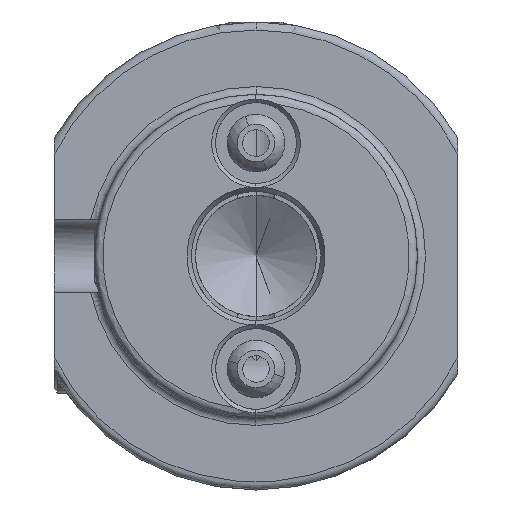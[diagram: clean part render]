
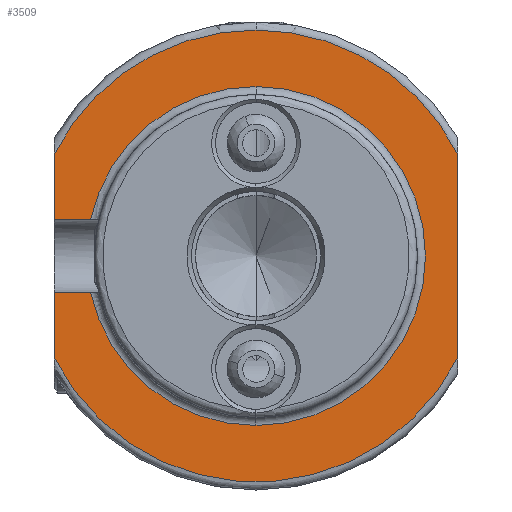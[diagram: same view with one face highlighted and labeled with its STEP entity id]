
A CAD part, left-side view. The second image highlights one B-rep face of the part: STEP entity #3509.
In plain terms, the highlighted planar face has unit normal (-1, 0, 0).
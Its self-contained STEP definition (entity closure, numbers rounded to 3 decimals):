
#51 = CARTESIAN_POINT ( 'NONE',  ( -9.248, 18.399, 0.312 ) ) ;
#102 = EDGE_CURVE ( 'NONE', #2348, #4305, #5670, .T. ) ;
#193 = CARTESIAN_POINT ( 'NONE',  ( -9.248, -31.601, 12.921 ) ) ;
#255 = LINE ( 'NONE', #3940, #7188 ) ;
#311 = VERTEX_POINT ( 'NONE', #1026 ) ;
#598 = CARTESIAN_POINT ( 'NONE',  ( -9.248, -6.601, 0.312 ) ) ;
#729 = AXIS2_PLACEMENT_3D ( 'NONE', #5933, #1293, #4664 ) ;
#763 = AXIS2_PLACEMENT_3D ( 'NONE', #5440, #3505, #800 ) ;
#800 = DIRECTION ( 'NONE',  ( 0., 0., 1. ) ) ;
#1012 = ORIENTED_EDGE ( 'NONE', *, *, #2693, .T. ) ;
#1026 = CARTESIAN_POINT ( 'NONE',  ( -9.248, 13.911, -4.188 ) ) ;
#1083 = DIRECTION ( 'NONE',  ( 0., 0., -1. ) ) ;
#1223 = ORIENTED_EDGE ( 'NONE', *, *, #7371, .T. ) ;
#1235 = LINE ( 'NONE', #5727, #8172 ) ;
#1293 = DIRECTION ( 'NONE',  ( -1., 0., 0. ) ) ;
#1461 = AXIS2_PLACEMENT_3D ( 'NONE', #4911, #4849, #2202 ) ;
#1466 = DIRECTION ( 'NONE',  ( 0., -1., 0. ) ) ;
#1582 = CARTESIAN_POINT ( 'NONE',  ( -9.248, -6.601, 0.312 ) ) ;
#1637 = CARTESIAN_POINT ( 'NONE',  ( -9.248, -6.601, -20.688 ) ) ;
#1640 = EDGE_CURVE ( 'NONE', #7737, #8273, #255, .T. ) ;
#1648 = DIRECTION ( 'NONE',  ( 0., 0., 1. ) ) ;
#2019 = CIRCLE ( 'NONE', #3042, 28. ) ;
#2043 = ORIENTED_EDGE ( 'NONE', *, *, #4602, .F. ) ;
#2140 = AXIS2_PLACEMENT_3D ( 'NONE', #6695, #4683, #8131 ) ;
#2202 = DIRECTION ( 'NONE',  ( 0., 0., 1. ) ) ;
#2304 = ORIENTED_EDGE ( 'NONE', *, *, #8571, .F. ) ;
#2348 = VERTEX_POINT ( 'NONE', #193 ) ;
#2379 = CIRCLE ( 'NONE', #2140, 21. ) ;
#2563 = CARTESIAN_POINT ( 'NONE',  ( -9.248, -6.601, 0.312 ) ) ;
#2622 = DIRECTION ( 'NONE',  ( 1., 0., 0. ) ) ;
#2629 = DIRECTION ( 'NONE',  ( 0., 0., 1. ) ) ;
#2693 = EDGE_CURVE ( 'NONE', #7737, #6395, #4121, .T. ) ;
#2786 = LINE ( 'NONE', #5221, #4237 ) ;
#2893 = EDGE_CURVE ( 'NONE', #8273, #5996, #3908, .T. ) ;
#3042 = AXIS2_PLACEMENT_3D ( 'NONE', #1582, #7032, #1648 ) ;
#3119 = VERTEX_POINT ( 'NONE', #7137 ) ;
#3188 = CARTESIAN_POINT ( 'NONE',  ( -9.248, -6.601, 21.312 ) ) ;
#3302 = ORIENTED_EDGE ( 'NONE', *, *, #2893, .F. ) ;
#3344 = CARTESIAN_POINT ( 'NONE',  ( -9.248, 18.399, -4.188 ) ) ;
#3470 = ORIENTED_EDGE ( 'NONE', *, *, #6545, .T. ) ;
#3505 = DIRECTION ( 'NONE',  ( -1., 0., 0. ) ) ;
#3509 = ADVANCED_FACE ( 'NONE', ( #6956 ), #6091, .T. ) ;
#3538 = EDGE_CURVE ( 'NONE', #3119, #6922, #2019, .T. ) ;
#3557 = AXIS2_PLACEMENT_3D ( 'NONE', #2563, #2622, #8627 ) ;
#3759 = EDGE_LOOP ( 'NONE', ( #2304, #4383, #5150, #4814, #3470, #3302, #7517, #1012, #1223, #8713, #2043 ) ) ;
#3908 = LINE ( 'NONE', #51, #8317 ) ;
#3940 = CARTESIAN_POINT ( 'NONE',  ( -9.248, -31.602, 4.812 ) ) ;
#4016 = CARTESIAN_POINT ( 'NONE',  ( -9.248, -6.601, 28.312 ) ) ;
#4121 = CIRCLE ( 'NONE', #3557, 21. ) ;
#4237 = VECTOR ( 'NONE', #6540, 1000. ) ;
#4305 = VERTEX_POINT ( 'NONE', #4016 ) ;
#4383 = ORIENTED_EDGE ( 'NONE', *, *, #3538, .T. ) ;
#4494 = DIRECTION ( 'NONE',  ( 0., 1., 0. ) ) ;
#4602 = EDGE_CURVE ( 'NONE', #5368, #311, #8585, .T. ) ;
#4664 = DIRECTION ( 'NONE',  ( 0., 0., 1. ) ) ;
#4683 = DIRECTION ( 'NONE',  ( 1., 0., 0. ) ) ;
#4730 = VERTEX_POINT ( 'NONE', #1637 ) ;
#4814 = ORIENTED_EDGE ( 'NONE', *, *, #102, .T. ) ;
#4849 = DIRECTION ( 'NONE',  ( 1., 0., 0. ) ) ;
#4911 = CARTESIAN_POINT ( 'NONE',  ( -9.248, -6.601, 0.312 ) ) ;
#5053 = CIRCLE ( 'NONE', #1461, 21. ) ;
#5150 = ORIENTED_EDGE ( 'NONE', *, *, #8095, .F. ) ;
#5204 = CARTESIAN_POINT ( 'NONE',  ( -9.248, 18.399, 4.812 ) ) ;
#5221 = CARTESIAN_POINT ( 'NONE',  ( -9.248, 18.399, 0.312 ) ) ;
#5348 = CARTESIAN_POINT ( 'NONE',  ( -9.248, 13.911, 4.812 ) ) ;
#5368 = VERTEX_POINT ( 'NONE', #3344 ) ;
#5440 = CARTESIAN_POINT ( 'NONE',  ( -9.248, -6.601, 0.312 ) ) ;
#5663 = CARTESIAN_POINT ( 'NONE',  ( -9.248, -31.601, -12.298 ) ) ;
#5670 = CIRCLE ( 'NONE', #6583, 28. ) ;
#5727 = CARTESIAN_POINT ( 'NONE',  ( -9.248, -31.601, 0.312 ) ) ;
#5811 = EDGE_CURVE ( 'NONE', #4730, #311, #2379, .T. ) ;
#5933 = CARTESIAN_POINT ( 'NONE',  ( -9.248, -6.601, 0.312 ) ) ;
#5996 = VERTEX_POINT ( 'NONE', #6903 ) ;
#6091 = PLANE ( 'NONE',  #763 ) ;
#6395 = VERTEX_POINT ( 'NONE', #3188 ) ;
#6445 = CIRCLE ( 'NONE', #729, 28. ) ;
#6540 = DIRECTION ( 'NONE',  ( 0., 0., 1. ) ) ;
#6545 = EDGE_CURVE ( 'NONE', #4305, #5996, #6445, .T. ) ;
#6583 = AXIS2_PLACEMENT_3D ( 'NONE', #598, #6667, #2629 ) ;
#6667 = DIRECTION ( 'NONE',  ( -1., 0., 0. ) ) ;
#6695 = CARTESIAN_POINT ( 'NONE',  ( -9.248, -6.601, 0.312 ) ) ;
#6903 = CARTESIAN_POINT ( 'NONE',  ( -9.248, 18.399, 12.921 ) ) ;
#6922 = VERTEX_POINT ( 'NONE', #5663 ) ;
#6956 = FACE_OUTER_BOUND ( 'NONE', #3759, .T. ) ;
#7032 = DIRECTION ( 'NONE',  ( -1., 0., 0. ) ) ;
#7137 = CARTESIAN_POINT ( 'NONE',  ( -9.248, 18.399, -12.298 ) ) ;
#7188 = VECTOR ( 'NONE', #4494, 1000. ) ;
#7371 = EDGE_CURVE ( 'NONE', #6395, #4730, #5053, .T. ) ;
#7441 = DIRECTION ( 'NONE',  ( 0., 0., 1. ) ) ;
#7517 = ORIENTED_EDGE ( 'NONE', *, *, #1640, .F. ) ;
#7567 = CARTESIAN_POINT ( 'NONE',  ( -9.248, -31.602, -4.188 ) ) ;
#7737 = VERTEX_POINT ( 'NONE', #5348 ) ;
#8095 = EDGE_CURVE ( 'NONE', #2348, #6922, #1235, .T. ) ;
#8131 = DIRECTION ( 'NONE',  ( 0., 0., 1. ) ) ;
#8172 = VECTOR ( 'NONE', #1083, 1000. ) ;
#8273 = VERTEX_POINT ( 'NONE', #5204 ) ;
#8317 = VECTOR ( 'NONE', #7441, 1000. ) ;
#8363 = VECTOR ( 'NONE', #1466, 1000. ) ;
#8571 = EDGE_CURVE ( 'NONE', #3119, #5368, #2786, .T. ) ;
#8585 = LINE ( 'NONE', #7567, #8363 ) ;
#8627 = DIRECTION ( 'NONE',  ( 0., 0., 1. ) ) ;
#8713 = ORIENTED_EDGE ( 'NONE', *, *, #5811, .T. ) ;
